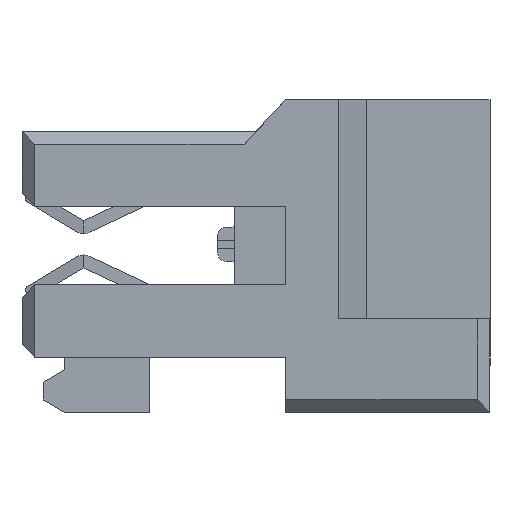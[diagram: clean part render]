
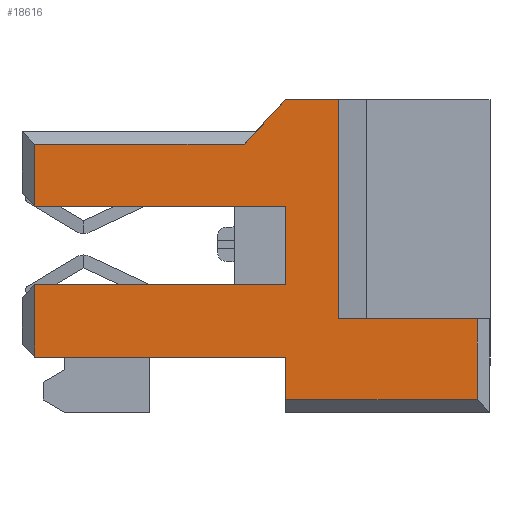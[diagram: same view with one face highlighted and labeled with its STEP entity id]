
A CAD part, left-side view. The second image highlights one B-rep face of the part: STEP entity #18616.
In plain terms, the highlighted face is planar.
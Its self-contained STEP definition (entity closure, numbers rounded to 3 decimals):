
#1216=ORIENTED_EDGE('',*,*,#5128,.T.);
#1217=ORIENTED_EDGE('',*,*,#4957,.T.);
#1218=ORIENTED_EDGE('',*,*,#5257,.T.);
#1219=ORIENTED_EDGE('',*,*,#5258,.T.);
#1220=ORIENTED_EDGE('',*,*,#5090,.T.);
#1221=ORIENTED_EDGE('',*,*,#5085,.T.);
#1222=ORIENTED_EDGE('',*,*,#5259,.T.);
#1223=ORIENTED_EDGE('',*,*,#5260,.T.);
#1224=ORIENTED_EDGE('',*,*,#5261,.T.);
#1225=ORIENTED_EDGE('',*,*,#5262,.T.);
#1226=ORIENTED_EDGE('',*,*,#4953,.T.);
#1227=ORIENTED_EDGE('',*,*,#4950,.T.);
#1228=ORIENTED_EDGE('',*,*,#5126,.T.);
#1229=ORIENTED_EDGE('',*,*,#5263,.T.);
#4950=EDGE_CURVE('',#7017,#7019,#8387,.T.);
#4953=EDGE_CURVE('',#7020,#7017,#8390,.T.);
#4957=EDGE_CURVE('',#7023,#7025,#8394,.T.);
#5085=EDGE_CURVE('',#7120,#7118,#8500,.T.);
#5090=EDGE_CURVE('',#7122,#7120,#8505,.T.);
#5126=EDGE_CURVE('',#7019,#7151,#8538,.T.);
#5128=EDGE_CURVE('',#7153,#7023,#8540,.T.);
#5257=EDGE_CURVE('',#7025,#7262,#8669,.T.);
#5258=EDGE_CURVE('',#7262,#7122,#8670,.T.);
#5259=EDGE_CURVE('',#7118,#7263,#8671,.T.);
#5260=EDGE_CURVE('',#7263,#7264,#8672,.T.);
#5261=EDGE_CURVE('',#7264,#7265,#8673,.T.);
#5262=EDGE_CURVE('',#7265,#7020,#8674,.T.);
#5263=EDGE_CURVE('',#7151,#7153,#8675,.T.);
#7017=VERTEX_POINT('',#24618);
#7019=VERTEX_POINT('',#24622);
#7020=VERTEX_POINT('',#24626);
#7023=VERTEX_POINT('',#24633);
#7025=VERTEX_POINT('',#24637);
#7118=VERTEX_POINT('',#24900);
#7120=VERTEX_POINT('',#24903);
#7122=VERTEX_POINT('',#24909);
#7151=VERTEX_POINT('',#24983);
#7153=VERTEX_POINT('',#24989);
#7262=VERTEX_POINT('',#25232);
#7263=VERTEX_POINT('',#25235);
#7264=VERTEX_POINT('',#25237);
#7265=VERTEX_POINT('',#25239);
#8387=LINE('',#24623,#10032);
#8390=LINE('',#24629,#10035);
#8394=LINE('',#24638,#10039);
#8500=LINE('',#24902,#10145);
#8505=LINE('',#24912,#10150);
#8538=LINE('',#24984,#10183);
#8540=LINE('',#24988,#10185);
#8669=LINE('',#25231,#10314);
#8670=LINE('',#25233,#10315);
#8671=LINE('',#25234,#10316);
#8672=LINE('',#25236,#10317);
#8673=LINE('',#25238,#10318);
#8674=LINE('',#25240,#10319);
#8675=LINE('',#25241,#10320);
#10032=VECTOR('',#20590,1000.);
#10035=VECTOR('',#20595,1000.);
#10039=VECTOR('',#20601,1000.);
#10145=VECTOR('',#20835,1000.);
#10150=VECTOR('',#20842,1000.);
#10183=VECTOR('',#20897,1000.);
#10185=VECTOR('',#20901,1000.);
#10314=VECTOR('',#21040,1000.);
#10315=VECTOR('',#21041,1000.);
#10316=VECTOR('',#21042,1000.);
#10317=VECTOR('',#21043,1000.);
#10318=VECTOR('',#21044,1000.);
#10319=VECTOR('',#21045,1000.);
#10320=VECTOR('',#21046,1000.);
#11632=EDGE_LOOP('',(#1216,#1217,#1218,#1219,#1220,#1221,#1222,#1223,#1224,
#1225,#1226,#1227,#1228,#1229));
#12411=FACE_BOUND('',#11632,.T.);
#13166=PLANE('',#19365);
#18616=ADVANCED_FACE('',(#12411),#13166,.F.);
#19365=AXIS2_PLACEMENT_3D('',#25230,#21038,#21039);
#20590=DIRECTION('',(0.,0.,-1.));
#20595=DIRECTION('',(0.,-1.,0.));
#20601=DIRECTION('',(0.,0.,-1.));
#20835=DIRECTION('',(0.,0.,1.));
#20842=DIRECTION('',(0.,1.,0.));
#20897=DIRECTION('',(0.,1.,0.));
#20901=DIRECTION('',(0.,-1.,0.));
#21038=DIRECTION('',(-1.,0.,0.));
#21039=DIRECTION('',(0.,0.,1.));
#21040=DIRECTION('',(0.,1.,0.));
#21041=DIRECTION('',(0.,0.,-1.));
#21042=DIRECTION('',(0.,-1.,0.));
#21043=DIRECTION('',(0.,0.,1.));
#21044=DIRECTION('',(0.,-1.,0.));
#21045=DIRECTION('',(0.,-0.682,-0.731));
#21046=DIRECTION('',(0.,0.,-1.));
#24618=CARTESIAN_POINT('',(7.5,0.3,2.625));
#24622=CARTESIAN_POINT('',(7.5,0.3,1.175));
#24623=CARTESIAN_POINT('',(7.5,0.3,3.675));
#24626=CARTESIAN_POINT('',(7.5,5.22,2.625));
#24629=CARTESIAN_POINT('',(7.5,11.,2.625));
#24633=CARTESIAN_POINT('',(7.5,0.3,-0.675));
#24637=CARTESIAN_POINT('',(7.5,0.3,-2.375));
#24638=CARTESIAN_POINT('',(7.5,0.3,3.675));
#24900=CARTESIAN_POINT('',(7.5,10.7,-1.475));
#24902=CARTESIAN_POINT('',(7.5,10.7,-1.475));
#24903=CARTESIAN_POINT('',(7.5,10.7,-3.375));
#24909=CARTESIAN_POINT('',(7.5,6.2,-3.375));
#24912=CARTESIAN_POINT('',(7.5,11.,-3.375));
#24983=CARTESIAN_POINT('',(7.5,6.2,1.175));
#24984=CARTESIAN_POINT('',(7.5,0.,1.175));
#24988=CARTESIAN_POINT('',(7.5,6.2,-0.675));
#24989=CARTESIAN_POINT('',(7.5,6.2,-0.675));
#25230=CARTESIAN_POINT('',(7.5,11.,3.675));
#25231=CARTESIAN_POINT('',(7.5,0.,-2.375));
#25232=CARTESIAN_POINT('',(7.5,6.2,-2.375));
#25233=CARTESIAN_POINT('',(7.5,6.2,-2.375));
#25234=CARTESIAN_POINT('',(7.5,11.,-1.475));
#25235=CARTESIAN_POINT('',(7.5,7.45,-1.475));
#25236=CARTESIAN_POINT('',(7.5,7.45,-1.475));
#25237=CARTESIAN_POINT('',(7.5,7.45,3.675));
#25238=CARTESIAN_POINT('',(7.5,11.,3.675));
#25239=CARTESIAN_POINT('',(7.5,6.2,3.675));
#25240=CARTESIAN_POINT('',(7.5,6.2,3.675));
#25241=CARTESIAN_POINT('',(7.5,6.2,1.175));
